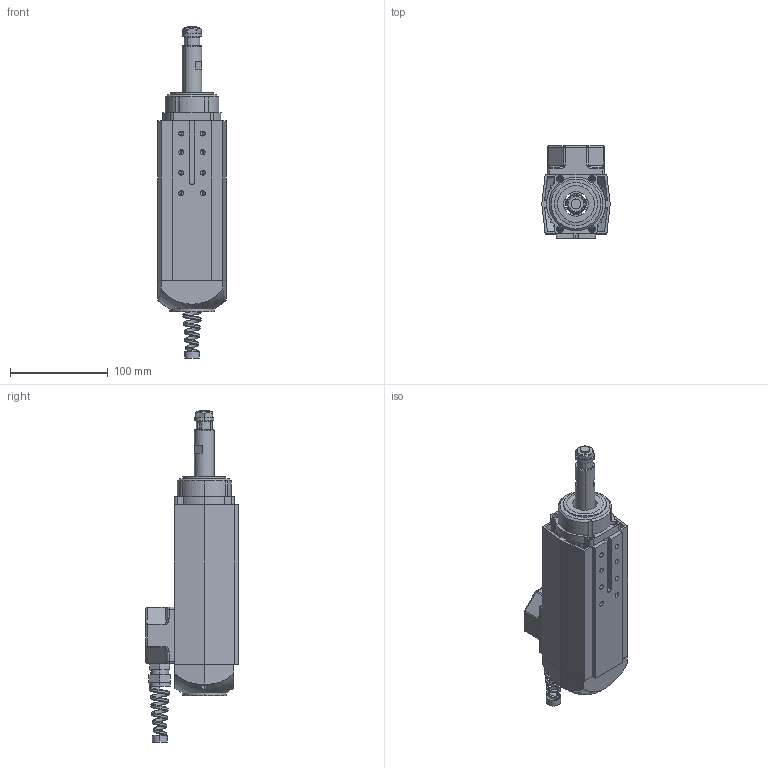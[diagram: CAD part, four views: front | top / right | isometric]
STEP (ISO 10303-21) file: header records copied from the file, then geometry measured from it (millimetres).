
FILE_DESCRIPTION (( 'STEP AP214' ), '1' );
FILE_NAME ('1.1KW猾晚儂.STEP', '2021-05-11T05:33:04', ( '萇齟' ), ( '' ), 'SwSTEP 2.0', 'SolidWorks 2018', '' );
FILE_SCHEMA (( 'AUTOMOTIVE_DESIGN' ));
Length unit declared in the file: millimetre
Products named in the file (9): fengzhao; duangai; 1.1jike; jiexianduan; luomu; 1.1KW猾晚儂; 0.3zhou; mifenggai; huijiehe
Assembly tree (8 placements, depth 2):
  1.1KW猾晚儂
    1.1jike
    duangai
    fengzhao
    mifenggai
    0.3zhou
    luomu
    huijiehe
    jiexianduan
Bounding box: 70 x 95 x 339.5 mm (x, y, z)
Volume: 444691 mm3; surface area: 184831.6 mm2
Topology: 8 solids, 8 shells, 509 faces, 1368 edges, 861 vertices
Faces by surface type: plane 243, cylinder 196, cone 42, sphere 16, bspline 12
Entity records: 20259 total; most frequent: CARTESIAN_POINT 6557, DIRECTION 2772, ORIENTED_EDGE 2664, EDGE_CURVE 1332, AXIS2_PLACEMENT_3D 977, VERTEX_POINT 861, LINE 818, VECTOR 818
